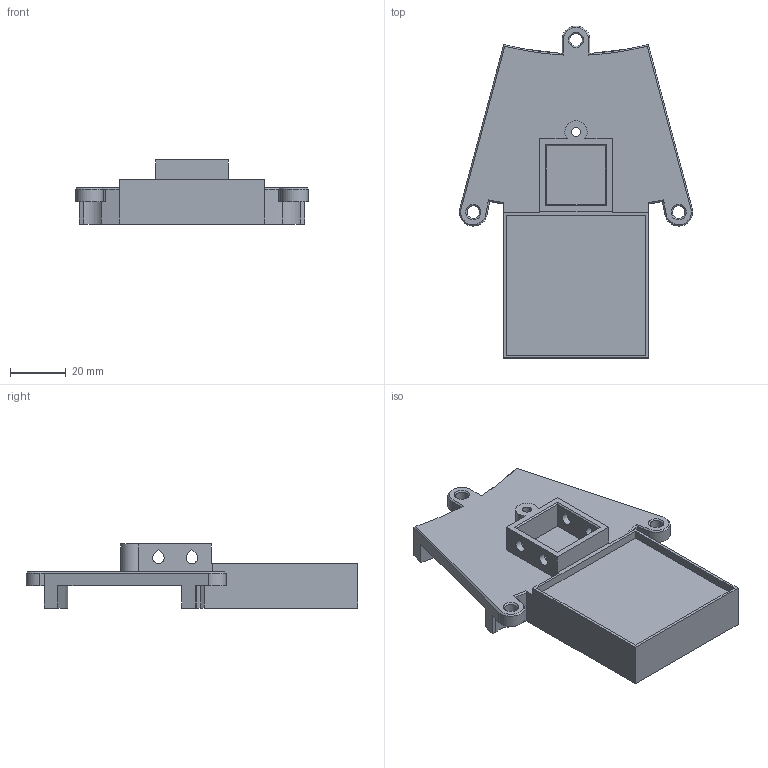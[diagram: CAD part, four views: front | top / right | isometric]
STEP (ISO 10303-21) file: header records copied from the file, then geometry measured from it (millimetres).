
FILE_DESCRIPTION(/* description */ (''),/* implementation_level */ '2;1');
FILE_NAME(/* name */ 'digit_delta_obj_base.step',/* time_stamp */ '2022-10-24T12:34:11+02:00',/* author */ (''),/* organization */ (''),/* preprocessor_version */ 'ST-DEVELOPER v19',/* originating_system */ 'Autodesk Translation Framework v11.7.0.108',/* authorisation */ '');
FILE_SCHEMA (('AUTOMOTIVE_DESIGN { 1 0 10303 214 3 1 1 }'));
Length unit declared in the file: millimetre
Products named in the file (1): digit_delta_obj_base
Bounding box: 83.61 x 119 x 23 mm (x, y, z)
Volume: 64348.3 mm3; surface area: 22769.1 mm2
Topology: 1 solids, 1 shells, 93 faces, 247 edges, 155 vertices
Faces by surface type: plane 57, cylinder 24, cone 12
Full cylindrical faces by diameter (mm): 3.1 x1, 4.5 x3
Entity records: 2935 total; most frequent: CARTESIAN_POINT 523, ORIENTED_EDGE 494, DIRECTION 492, EDGE_CURVE 247, LINE 176, VECTOR 176, AXIS2_PLACEMENT_3D 158, VERTEX_POINT 155
